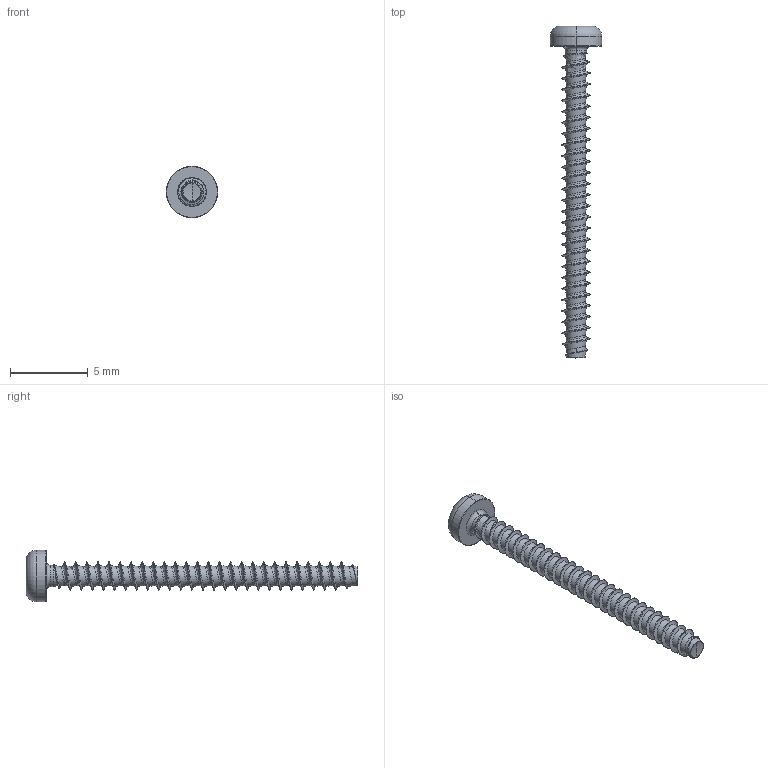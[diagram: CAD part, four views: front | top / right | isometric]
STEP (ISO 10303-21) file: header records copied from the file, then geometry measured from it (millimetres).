
FILE_DESCRIPTION (( 'STEP AP203' ), '1' );
FILE_NAME ('STP390180200.STEP', '2017-08-15T19:07:06', ( '' ), ( '' ), 'SwSTEP 2.0', 'SolidWorks 2015', '' );
FILE_SCHEMA (( 'CONFIG_CONTROL_DESIGN' ));
Products named in the file (1): STP390180200
Bounding box: 3.3 x 21.3 x 3.3 mm (x, y, z)
Volume: 36.9 mm3; surface area: 161.6 mm2
Topology: 1 solids, 1 shells, 137 faces, 357 edges, 222 vertices
Faces by surface type: cylinder 80, bspline 35, cone 10, torus 6, sphere 4, plane 2
Entity records: 32774 total; most frequent: CARTESIAN_POINT 29896, ORIENTED_EDGE 710, DIRECTION 424, EDGE_CURVE 355, VERTEX_POINT 222, AXIS2_PLACEMENT_3D 165, B_SPLINE_CURVE_WITH_KNOTS 144, EDGE_LOOP 139
